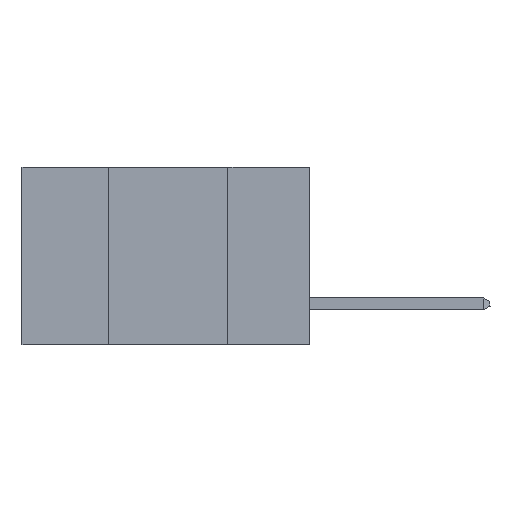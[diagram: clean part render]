
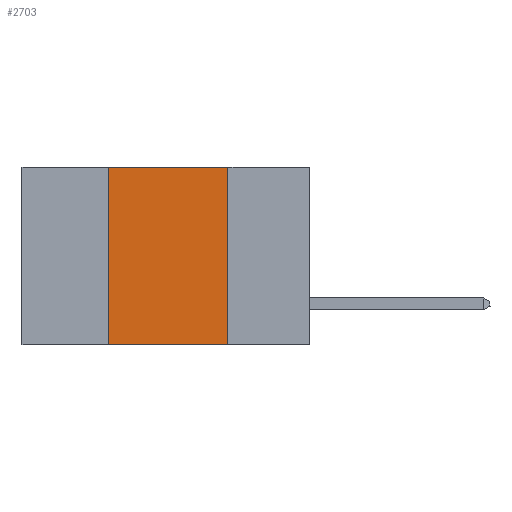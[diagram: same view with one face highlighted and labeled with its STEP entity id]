
A CAD part, left-side view. The second image highlights one B-rep face of the part: STEP entity #2703.
In plain terms, the highlighted planar face has unit normal (-1, 0, 0).
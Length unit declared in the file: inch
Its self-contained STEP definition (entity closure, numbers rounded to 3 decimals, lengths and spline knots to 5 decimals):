
#1462 = DIRECTION ( 'NONE',  ( 0., 0., 1. ) ) ;
#2096 = ORIENTED_EDGE ( 'NONE', *, *, #31153, .F. ) ;
#2703 = ADVANCED_FACE ( 'NONE', ( #26250 ), #34258, .F. ) ;
#3302 = VERTEX_POINT ( 'NONE', #35151 ) ;
#4377 = DIRECTION ( 'NONE',  ( 0., 0., -1. ) ) ;
#4958 = EDGE_CURVE ( 'NONE', #16389, #3302, #29610, .T. ) ;
#5210 = CARTESIAN_POINT ( 'NONE',  ( 0., 0.17, 0. ) ) ;
#5357 = DIRECTION ( 'NONE',  ( 0., -1., 0. ) ) ;
#6093 = VECTOR ( 'NONE', #1462, 39.37008 ) ;
#10534 = CARTESIAN_POINT ( 'NONE',  ( 0., 0.17, 0. ) ) ;
#13189 = LINE ( 'NONE', #32504, #22143 ) ;
#13636 = DIRECTION ( 'NONE',  ( 0., -1., 0. ) ) ;
#14039 = EDGE_CURVE ( 'NONE', #16389, #16497, #20671, .T. ) ;
#14338 = VERTEX_POINT ( 'NONE', #10534 ) ;
#15082 = VECTOR ( 'NONE', #5357, 39.37008 ) ;
#16020 = CARTESIAN_POINT ( 'NONE',  ( 0., 0.6, -0.37 ) ) ;
#16389 = VERTEX_POINT ( 'NONE', #24201 ) ;
#16497 = VERTEX_POINT ( 'NONE', #19548 ) ;
#18202 = EDGE_CURVE ( 'NONE', #14338, #3302, #29938, .T. ) ;
#18771 = ORIENTED_EDGE ( 'NONE', *, *, #4958, .T. ) ;
#19548 = CARTESIAN_POINT ( 'NONE',  ( 0., 0.42, 0. ) ) ;
#20456 = AXIS2_PLACEMENT_3D ( 'NONE', #20765, #21004, #4377 ) ;
#20671 = LINE ( 'NONE', #23299, #6093 ) ;
#20765 = CARTESIAN_POINT ( 'NONE',  ( 0., 0.6, 0. ) ) ;
#21004 = DIRECTION ( 'NONE',  ( 1., 0., 0. ) ) ;
#21369 = EDGE_LOOP ( 'NONE', ( #32000, #2096, #21590, #18771 ) ) ;
#21590 = ORIENTED_EDGE ( 'NONE', *, *, #14039, .F. ) ;
#22143 = VECTOR ( 'NONE', #13636, 39.37008 ) ;
#23299 = CARTESIAN_POINT ( 'NONE',  ( 0., 0.42, 0. ) ) ;
#24201 = CARTESIAN_POINT ( 'NONE',  ( 0., 0.42, -0.37 ) ) ;
#26250 = FACE_OUTER_BOUND ( 'NONE', #21369, .T. ) ;
#28653 = VECTOR ( 'NONE', #32909, 39.37008 ) ;
#29610 = LINE ( 'NONE', #16020, #15082 ) ;
#29938 = LINE ( 'NONE', #5210, #28653 ) ;
#31153 = EDGE_CURVE ( 'NONE', #16497, #14338, #13189, .T. ) ;
#32000 = ORIENTED_EDGE ( 'NONE', *, *, #18202, .F. ) ;
#32504 = CARTESIAN_POINT ( 'NONE',  ( 0., 0.6, 0. ) ) ;
#32909 = DIRECTION ( 'NONE',  ( 0., 0., -1. ) ) ;
#34258 = PLANE ( 'NONE',  #20456 ) ;
#35151 = CARTESIAN_POINT ( 'NONE',  ( 0., 0.17, -0.37 ) ) ;
